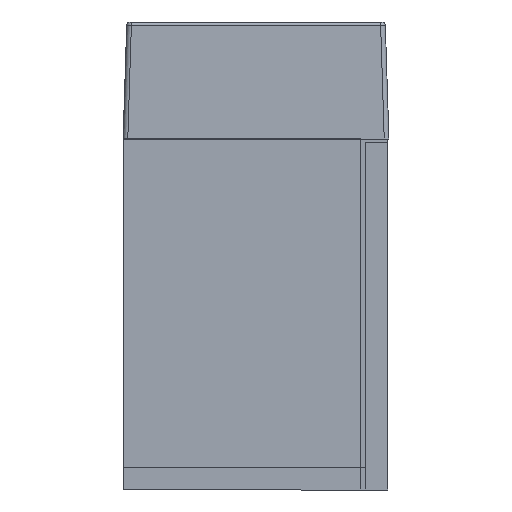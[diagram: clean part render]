
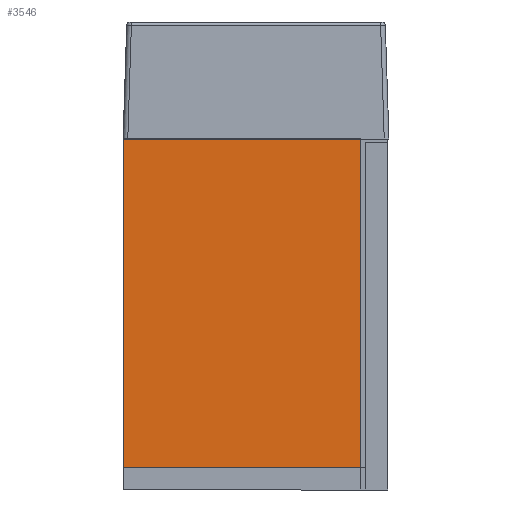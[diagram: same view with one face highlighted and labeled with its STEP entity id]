
A CAD part, left-side view. The second image highlights one B-rep face of the part: STEP entity #3546.
In plain terms, the highlighted planar face has unit normal (-1, 0, 0).
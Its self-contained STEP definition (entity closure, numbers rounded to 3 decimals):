
#145=PLANE('',#3870);
#538=FACE_OUTER_BOUND('',#758,.T.);
#758=EDGE_LOOP('',(#3243,#3244,#3245,#3246));
#1015=LINE('',#13975,#1299);
#1019=LINE('',#13983,#1303);
#1022=LINE('',#13989,#1306);
#1025=LINE('',#13994,#1309);
#1299=VECTOR('',#4644,1.);
#1303=VECTOR('',#4650,1.);
#1306=VECTOR('',#4655,1.);
#1309=VECTOR('',#4660,1.);
#1737=VERTEX_POINT('',#13973);
#1738=VERTEX_POINT('',#13974);
#1741=VERTEX_POINT('',#13982);
#1743=VERTEX_POINT('',#13988);
#2237=EDGE_CURVE('',#1737,#1738,#1015,.T.);
#2241=EDGE_CURVE('',#1741,#1737,#1019,.T.);
#2244=EDGE_CURVE('',#1743,#1741,#1022,.T.);
#2247=EDGE_CURVE('',#1738,#1743,#1025,.T.);
#3243=ORIENTED_EDGE('',*,*,#2247,.F.);
#3244=ORIENTED_EDGE('',*,*,#2237,.F.);
#3245=ORIENTED_EDGE('',*,*,#2241,.F.);
#3246=ORIENTED_EDGE('',*,*,#2244,.F.);
#3546=ADVANCED_FACE('',(#538),#145,.F.);
#3870=AXIS2_PLACEMENT_3D('',#13997,#4664,#4665);
#4644=DIRECTION('',(0.,0.,-1.));
#4650=DIRECTION('',(0.,-1.,0.));
#4655=DIRECTION('',(0.,0.,1.));
#4660=DIRECTION('',(0.,1.,0.));
#4664=DIRECTION('center_axis',(1.,0.,0.));
#4665=DIRECTION('ref_axis',(0.,0.,-1.));
#13973=CARTESIAN_POINT('',(0.,-203.,300.));
#13974=CARTESIAN_POINT('',(0.,-203.,19.));
#13975=CARTESIAN_POINT('',(0.,-203.,300.));
#13982=CARTESIAN_POINT('',(0.,0.,300.));
#13983=CARTESIAN_POINT('',(0.,0.,300.));
#13988=CARTESIAN_POINT('',(0.,0.,19.));
#13989=CARTESIAN_POINT('',(0.,0.,19.));
#13994=CARTESIAN_POINT('',(0.,-203.,19.));
#13997=CARTESIAN_POINT('Origin',(0.,-101.5,159.5));
